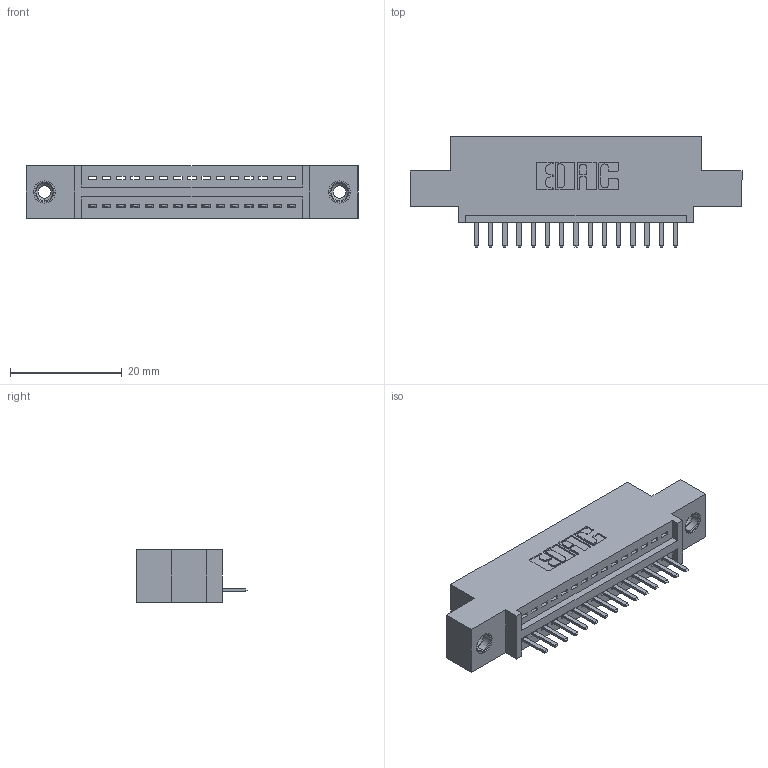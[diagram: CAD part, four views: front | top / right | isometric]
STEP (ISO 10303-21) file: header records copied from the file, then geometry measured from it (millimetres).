
FILE_DESCRIPTION (( 'STEP AP203' ), '1' );
FILE_NAME ('395-015-520-408.STEP', '2018-11-06T12:28:07', ( '' ), ( '' ), 'SwSTEP 2.0', 'SolidWorks 2016', '' );
FILE_SCHEMA (( 'CONFIG_CONTROL_DESIGN' ));
Length unit declared in the file: inch
Products named in the file (4): 345 Part_0.110 Offset - 0.156 Dia-TI; 345-250-001_345-250-003-102; 395-015-520-408; 345-292-001_345-293-120
Assembly tree (18 placements, depth 2):
  395-015-520-408
    345 Part_0.110 Offset - 0.156 Dia-TI
    345-292-001_345-293-120  x15
    345-250-001_345-250-003-102  x2
Bounding box: 59.31 x 19.68 x 9.4 mm (x, y, z)
Volume: 5289 mm3; surface area: 6621.6 mm2
Topology: 18 solids, 18 shells, 1120 faces, 3249 edges, 2118 vertices
Faces by surface type: plane 746, cylinder 358, cone 12, torus 4
Entity records: 16356 total; most frequent: CARTESIAN_POINT 2828, ORIENTED_EDGE 2758, DIRECTION 2523, EDGE_CURVE 1379, LINE 1163, VECTOR 1163, VERTEX_POINT 912, AXIS2_PLACEMENT_3D 680
